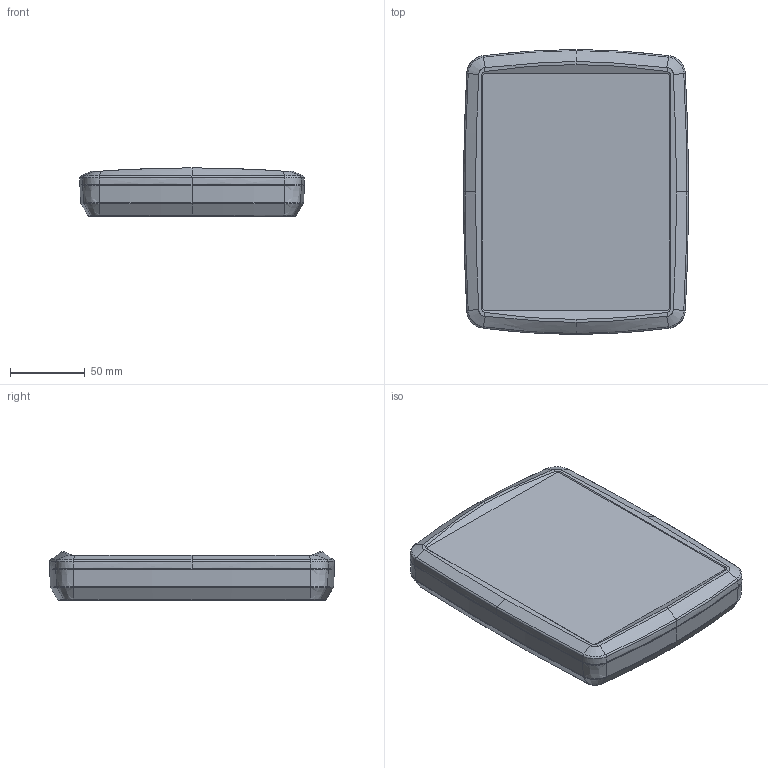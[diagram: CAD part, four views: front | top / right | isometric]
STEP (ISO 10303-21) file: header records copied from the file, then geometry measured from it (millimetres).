
FILE_DESCRIPTION (( 'STEP AP214' ), '1' );
FILE_NAME ('PL2957.STEP', '2012-07-30T01:51:44', ( 'NEF User' ), ( 'NEF User' ), 'SwSTEP 2.0', 'SolidWorks 2012', '' );
FILE_SCHEMA (( 'AUTOMOTIVE_DESIGN' ));
Length unit declared in the file: millimetre
Products named in the file (3): 5.7吋-COVER; 5.7吋-BASE; PL2957
Assembly tree (2 placements, depth 2):
  PL2957
    5.7吋-BASE
    5.7吋-COVER
Bounding box: 150 x 190 x 32.2 mm (x, y, z)
Volume: 173769.1 mm3; surface area: 153946.3 mm2
Topology: 2 solids, 2 shells, 631 faces, 1592 edges, 1004 vertices
Faces by surface type: bspline 347, plane 144, cylinder 97, cone 42, torus 1
Entity records: 36384 total; most frequent: CARTESIAN_POINT 17266, ORIENTED_EDGE 3162, DIRECTION 1677, EDGE_CURVE 1581, VERTEX_POINT 1004, EDGE_LOOP 689, UNCERTAINTY_MEASURE_WITH_UNIT 632, FACE_OUTER_BOUND 631
